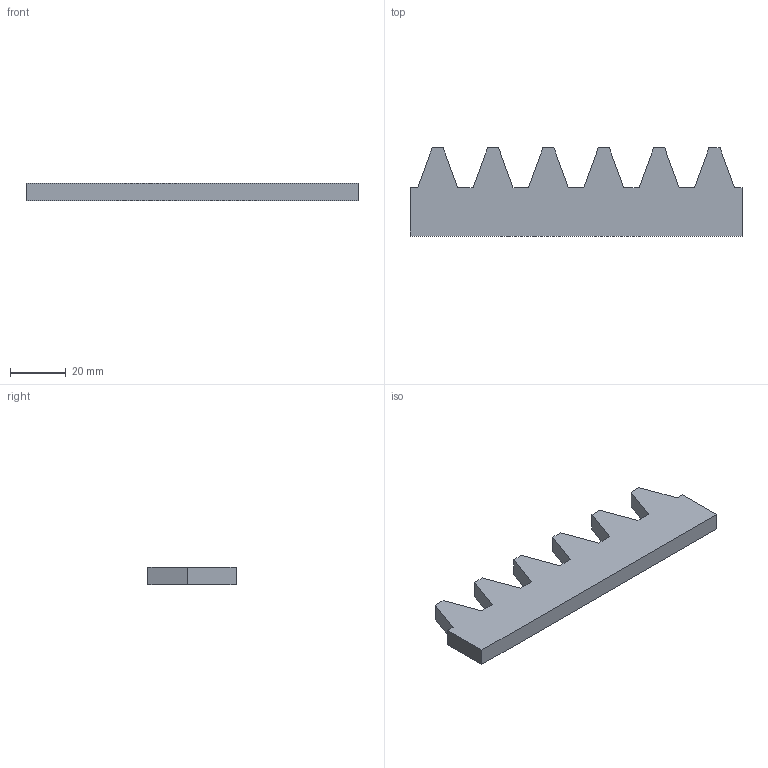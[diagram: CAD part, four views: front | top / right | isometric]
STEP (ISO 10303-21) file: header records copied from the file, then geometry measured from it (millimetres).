
FILE_DESCRIPTION (( 'STEP AP203' ), '1' );
FILE_NAME ('rack spur rectangular_am_Metric - Rack-spur - rectangular 0.25M 20PA 12FW 40PH 119.63L---SAll_sldprt.STEP', '2021-07-19T11:30:39', ( 'HP' ), ( 'HP' ), 'SwSTEP 2.0', 'SolidWorks 2020', '' );
FILE_SCHEMA (( 'CONFIG_CONTROL_DESIGN' ));
Length unit declared in the file: millimetre
Products named in the file (1): rack spur rectangular_am_Metric - Rack-spur - rectangular 0.25M 20PA 12FW 40PH 119.63L---SAll_sldprt
Bounding box: 119.63 x 31.75 x 6.35 mm (x, y, z)
Volume: 18263.4 mm3; surface area: 8255.7 mm2
Topology: 1 solids, 1 shells, 30 faces, 84 edges, 56 vertices
Faces by surface type: plane 30
Entity records: 1025 total; most frequent: CARTESIAN_POINT 171, ORIENTED_EDGE 168, DIRECTION 146, EDGE_CURVE 84, LINE 84, VECTOR 84, VERTEX_POINT 56, AXIS2_PLACEMENT_3D 31
